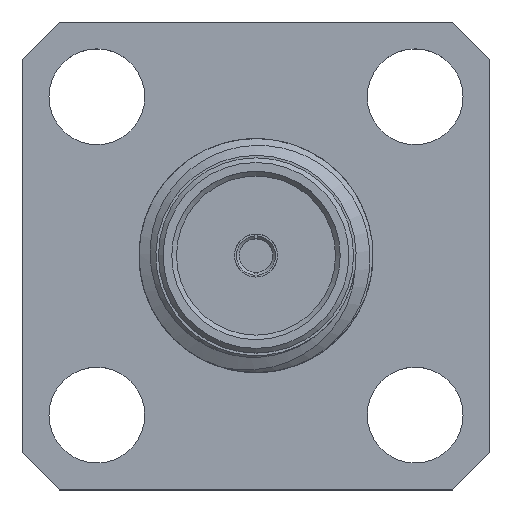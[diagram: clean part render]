
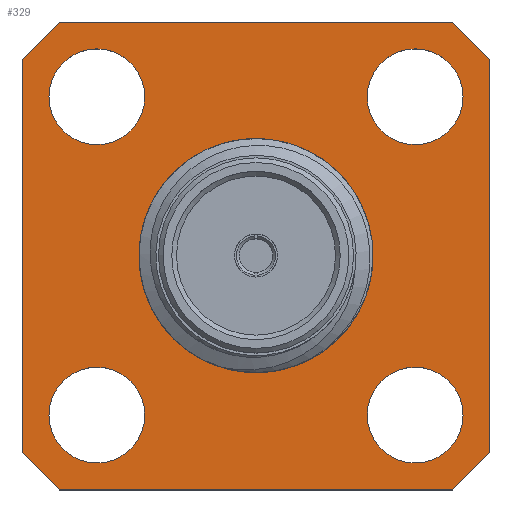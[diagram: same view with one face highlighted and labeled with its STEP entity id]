
A CAD part, top view. The second image highlights one B-rep face of the part: STEP entity #329.
In plain terms, the highlighted planar face has unit normal (0, 0, 1).
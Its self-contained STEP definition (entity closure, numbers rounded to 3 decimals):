
#17 = LINE ( 'NONE', #1219, #2755 ) ;
#24 = VERTEX_POINT ( 'NONE', #2763 ) ;
#35 = LINE ( 'NONE', #1516, #1319 ) ;
#48 = DIRECTION ( 'NONE',  ( 0., -1., 0. ) ) ;
#145 = DIRECTION ( 'NONE',  ( 0., 1., 0. ) ) ;
#149 = EDGE_CURVE ( 'NONE', #1329, #1329, #1624, .T. ) ;
#161 = CARTESIAN_POINT ( 'NONE',  ( -5.334, 6.35, 0. ) ) ;
#233 = LINE ( 'NONE', #265, #1728 ) ;
#265 = CARTESIAN_POINT ( 'NONE',  ( 6.35, 5.334, 0. ) ) ;
#274 = ORIENTED_EDGE ( 'NONE', *, *, #1079, .F. ) ;
#329 = ADVANCED_FACE ( 'NONE', ( #2394, #2165, #1853, #1144, #1613, #898 ), #405, .F. ) ;
#343 = EDGE_LOOP ( 'NONE', ( #2201 ) ) ;
#348 = ORIENTED_EDGE ( 'NONE', *, *, #149, .F. ) ;
#363 = CARTESIAN_POINT ( 'NONE',  ( -4.32, -4.32, 0. ) ) ;
#399 = CARTESIAN_POINT ( 'NONE',  ( 5.62, 4.32, 0. ) ) ;
#405 = PLANE ( 'NONE',  #1108 ) ;
#409 = EDGE_LOOP ( 'NONE', ( #274 ) ) ;
#416 = CARTESIAN_POINT ( 'NONE',  ( -3.02, 4.32, 0. ) ) ;
#428 = DIRECTION ( 'NONE',  ( 1., 0., 0. ) ) ;
#444 = DIRECTION ( 'NONE',  ( -1., 0., 0. ) ) ;
#555 = CARTESIAN_POINT ( 'NONE',  ( -6.35, 5.334, 0. ) ) ;
#564 = AXIS2_PLACEMENT_3D ( 'NONE', #1493, #2324, #2786 ) ;
#598 = CARTESIAN_POINT ( 'NONE',  ( 6.35, -6.35, 0. ) ) ;
#611 = CARTESIAN_POINT ( 'NONE',  ( 6.35, 5.334, 0. ) ) ;
#622 = CARTESIAN_POINT ( 'NONE',  ( 5.334, -6.35, 0. ) ) ;
#633 = AXIS2_PLACEMENT_3D ( 'NONE', #2024, #811, #1278 ) ;
#634 = VERTEX_POINT ( 'NONE', #416 ) ;
#645 = VECTOR ( 'NONE', #3091, 1000. ) ;
#682 = CARTESIAN_POINT ( 'NONE',  ( 4.32, 4.32, 0. ) ) ;
#748 = EDGE_CURVE ( 'NONE', #1100, #2703, #17, .T. ) ;
#797 = ORIENTED_EDGE ( 'NONE', *, *, #980, .F. ) ;
#811 = DIRECTION ( 'NONE',  ( 0., 0., 1. ) ) ;
#813 = VERTEX_POINT ( 'NONE', #2234 ) ;
#822 = ORIENTED_EDGE ( 'NONE', *, *, #748, .T. ) ;
#840 = AXIS2_PLACEMENT_3D ( 'NONE', #363, #2799, #2937 ) ;
#846 = LINE ( 'NONE', #2237, #1310 ) ;
#854 = ORIENTED_EDGE ( 'NONE', *, *, #1327, .F. ) ;
#859 = ORIENTED_EDGE ( 'NONE', *, *, #1622, .T. ) ;
#865 = VERTEX_POINT ( 'NONE', #3048 ) ;
#870 = DIRECTION ( 'NONE',  ( 0., 0., 1. ) ) ;
#898 = FACE_OUTER_BOUND ( 'NONE', #1789, .T. ) ;
#921 = AXIS2_PLACEMENT_3D ( 'NONE', #682, #870, #428 ) ;
#928 = CARTESIAN_POINT ( 'NONE',  ( -3.02, -4.32, 0. ) ) ;
#953 = CARTESIAN_POINT ( 'NONE',  ( -5.334, -6.35, 0. ) ) ;
#980 = EDGE_CURVE ( 'NONE', #1936, #1936, #2293, .T. ) ;
#1006 = ORIENTED_EDGE ( 'NONE', *, *, #1221, .T. ) ;
#1035 = EDGE_LOOP ( 'NONE', ( #854 ) ) ;
#1079 = EDGE_CURVE ( 'NONE', #2891, #2891, #3136, .T. ) ;
#1093 = VERTEX_POINT ( 'NONE', #555 ) ;
#1100 = VERTEX_POINT ( 'NONE', #1785 ) ;
#1108 = AXIS2_PLACEMENT_3D ( 'NONE', #2344, #2826, #444 ) ;
#1126 = CARTESIAN_POINT ( 'NONE',  ( -6.35, 6.35, 0. ) ) ;
#1144 = FACE_BOUND ( 'NONE', #2598, .T. ) ;
#1219 = CARTESIAN_POINT ( 'NONE',  ( -6.35, -5.334, 0. ) ) ;
#1221 = EDGE_CURVE ( 'NONE', #1093, #1100, #846, .T. ) ;
#1278 = DIRECTION ( 'NONE',  ( 1., 0., 0. ) ) ;
#1310 = VECTOR ( 'NONE', #48, 1000. ) ;
#1319 = VECTOR ( 'NONE', #2450, 1000. ) ;
#1327 = EDGE_CURVE ( 'NONE', #1372, #1372, #2924, .T. ) ;
#1329 = VERTEX_POINT ( 'NONE', #2296 ) ;
#1333 = VERTEX_POINT ( 'NONE', #2286 ) ;
#1348 = LINE ( 'NONE', #1126, #1652 ) ;
#1371 = LINE ( 'NONE', #161, #2835 ) ;
#1372 = VERTEX_POINT ( 'NONE', #928 ) ;
#1441 = ORIENTED_EDGE ( 'NONE', *, *, #2926, .T. ) ;
#1493 = CARTESIAN_POINT ( 'NONE',  ( 0., 0., 0. ) ) ;
#1500 = VECTOR ( 'NONE', #145, 1000. ) ;
#1516 = CARTESIAN_POINT ( 'NONE',  ( -6.35, -6.35, 0. ) ) ;
#1613 = FACE_BOUND ( 'NONE', #343, .T. ) ;
#1622 = EDGE_CURVE ( 'NONE', #865, #1333, #2807, .T. ) ;
#1624 = CIRCLE ( 'NONE', #564, 2.65 ) ;
#1652 = VECTOR ( 'NONE', #2345, 1000. ) ;
#1656 = EDGE_CURVE ( 'NONE', #24, #1093, #1371, .T. ) ;
#1684 = EDGE_CURVE ( 'NONE', #2703, #865, #35, .T. ) ;
#1728 = VECTOR ( 'NONE', #1747, 1000. ) ;
#1747 = DIRECTION ( 'NONE',  ( -0.707, 0.707, 0. ) ) ;
#1785 = CARTESIAN_POINT ( 'NONE',  ( -6.35, -5.334, 0. ) ) ;
#1789 = EDGE_LOOP ( 'NONE', ( #2634, #2092, #1006, #822, #2940, #859, #1441, #2225 ) ) ;
#1797 = EDGE_CURVE ( 'NONE', #3056, #813, #233, .T. ) ;
#1853 = FACE_BOUND ( 'NONE', #409, .T. ) ;
#1863 = CARTESIAN_POINT ( 'NONE',  ( 5.62, -4.32, 0. ) ) ;
#1936 = VERTEX_POINT ( 'NONE', #399 ) ;
#1946 = CARTESIAN_POINT ( 'NONE',  ( -4.32, 4.32, 0. ) ) ;
#2024 = CARTESIAN_POINT ( 'NONE',  ( 4.32, -4.32, 0. ) ) ;
#2092 = ORIENTED_EDGE ( 'NONE', *, *, #1656, .T. ) ;
#2165 = FACE_BOUND ( 'NONE', #1035, .T. ) ;
#2201 = ORIENTED_EDGE ( 'NONE', *, *, #2745, .F. ) ;
#2203 = DIRECTION ( 'NONE',  ( 0.707, -0.707, 0. ) ) ;
#2225 = ORIENTED_EDGE ( 'NONE', *, *, #1797, .T. ) ;
#2234 = CARTESIAN_POINT ( 'NONE',  ( 5.334, 6.35, 0. ) ) ;
#2237 = CARTESIAN_POINT ( 'NONE',  ( -6.35, -6.35, 0. ) ) ;
#2251 = AXIS2_PLACEMENT_3D ( 'NONE', #1946, #2668, #2424 ) ;
#2286 = CARTESIAN_POINT ( 'NONE',  ( 6.35, -5.334, 0. ) ) ;
#2293 = CIRCLE ( 'NONE', #921, 1.3 ) ;
#2296 = CARTESIAN_POINT ( 'NONE',  ( -2.65, 0., 0. ) ) ;
#2324 = DIRECTION ( 'NONE',  ( 0., 0., 1. ) ) ;
#2337 = DIRECTION ( 'NONE',  ( -0.707, -0.707, 0. ) ) ;
#2344 = CARTESIAN_POINT ( 'NONE',  ( 0., 0., 0. ) ) ;
#2345 = DIRECTION ( 'NONE',  ( -1., 0., 0. ) ) ;
#2376 = EDGE_CURVE ( 'NONE', #813, #24, #1348, .T. ) ;
#2394 = FACE_BOUND ( 'NONE', #3009, .T. ) ;
#2424 = DIRECTION ( 'NONE',  ( 1., 0., 0. ) ) ;
#2450 = DIRECTION ( 'NONE',  ( 1., 0., 0. ) ) ;
#2598 = EDGE_LOOP ( 'NONE', ( #797 ) ) ;
#2634 = ORIENTED_EDGE ( 'NONE', *, *, #2376, .T. ) ;
#2668 = DIRECTION ( 'NONE',  ( 0., 0., 1. ) ) ;
#2703 = VERTEX_POINT ( 'NONE', #953 ) ;
#2745 = EDGE_CURVE ( 'NONE', #634, #634, #2911, .T. ) ;
#2755 = VECTOR ( 'NONE', #2203, 1000. ) ;
#2763 = CARTESIAN_POINT ( 'NONE',  ( -5.334, 6.35, 0. ) ) ;
#2781 = LINE ( 'NONE', #598, #1500 ) ;
#2786 = DIRECTION ( 'NONE',  ( -1., 0., 0. ) ) ;
#2799 = DIRECTION ( 'NONE',  ( 0., 0., 1. ) ) ;
#2807 = LINE ( 'NONE', #622, #645 ) ;
#2826 = DIRECTION ( 'NONE',  ( 0., 0., -1. ) ) ;
#2835 = VECTOR ( 'NONE', #2337, 1000. ) ;
#2891 = VERTEX_POINT ( 'NONE', #1863 ) ;
#2911 = CIRCLE ( 'NONE', #2251, 1.3 ) ;
#2924 = CIRCLE ( 'NONE', #840, 1.3 ) ;
#2926 = EDGE_CURVE ( 'NONE', #1333, #3056, #2781, .T. ) ;
#2937 = DIRECTION ( 'NONE',  ( 1., 0., 0. ) ) ;
#2940 = ORIENTED_EDGE ( 'NONE', *, *, #1684, .T. ) ;
#3009 = EDGE_LOOP ( 'NONE', ( #348 ) ) ;
#3048 = CARTESIAN_POINT ( 'NONE',  ( 5.334, -6.35, 0. ) ) ;
#3056 = VERTEX_POINT ( 'NONE', #611 ) ;
#3091 = DIRECTION ( 'NONE',  ( 0.707, 0.707, 0. ) ) ;
#3136 = CIRCLE ( 'NONE', #633, 1.3 ) ;
